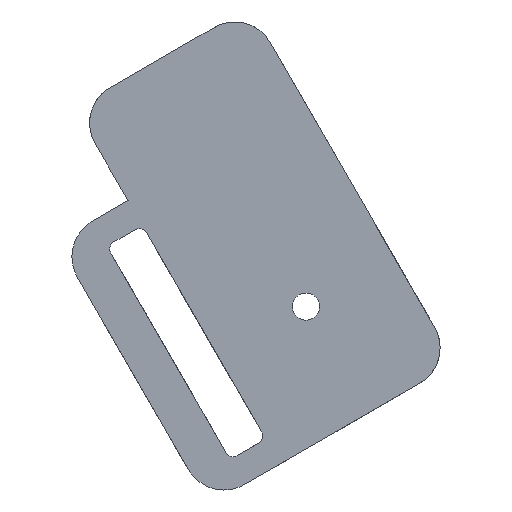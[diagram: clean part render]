
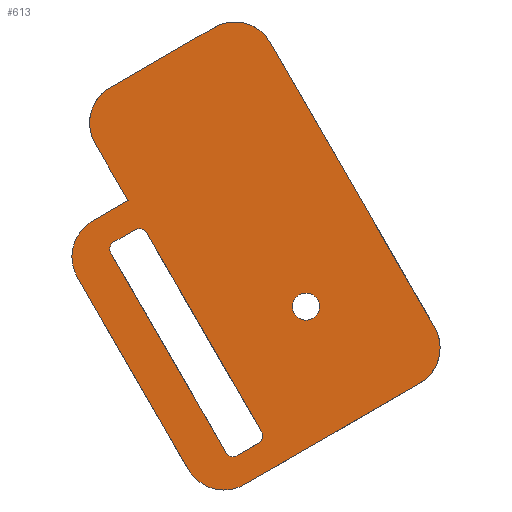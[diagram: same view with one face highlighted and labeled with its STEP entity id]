
A CAD part, left-side view. The second image highlights one B-rep face of the part: STEP entity #613.
In plain terms, the highlighted planar face has unit normal (-1, 0, 0).
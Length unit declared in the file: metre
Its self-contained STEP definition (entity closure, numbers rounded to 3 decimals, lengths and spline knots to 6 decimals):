
#31=CIRCLE('',#660,0.00165);
#33=CIRCLE('',#663,0.005);
#34=CIRCLE('',#664,0.005);
#35=CIRCLE('',#665,0.005);
#36=CIRCLE('',#666,0.005);
#37=CIRCLE('',#667,0.005);
#38=CIRCLE('',#668,0.001);
#39=CIRCLE('',#669,0.001);
#40=CIRCLE('',#670,0.001);
#41=CIRCLE('',#671,0.001);
#81=ORIENTED_EDGE('',*,*,#257,.F.);
#82=ORIENTED_EDGE('',*,*,#258,.F.);
#83=ORIENTED_EDGE('',*,*,#253,.F.);
#84=ORIENTED_EDGE('',*,*,#259,.F.);
#85=ORIENTED_EDGE('',*,*,#241,.T.);
#86=ORIENTED_EDGE('',*,*,#260,.F.);
#87=ORIENTED_EDGE('',*,*,#261,.F.);
#88=ORIENTED_EDGE('',*,*,#262,.T.);
#89=ORIENTED_EDGE('',*,*,#263,.F.);
#90=ORIENTED_EDGE('',*,*,#243,.T.);
#91=ORIENTED_EDGE('',*,*,#264,.F.);
#92=ORIENTED_EDGE('',*,*,#255,.F.);
#93=ORIENTED_EDGE('',*,*,#265,.T.);
#94=ORIENTED_EDGE('',*,*,#266,.F.);
#95=ORIENTED_EDGE('',*,*,#267,.T.);
#96=ORIENTED_EDGE('',*,*,#268,.F.);
#97=ORIENTED_EDGE('',*,*,#269,.F.);
#98=ORIENTED_EDGE('',*,*,#270,.F.);
#99=ORIENTED_EDGE('',*,*,#271,.F.);
#100=ORIENTED_EDGE('',*,*,#272,.F.);
#241=EDGE_CURVE('',#330,#329,#390,.T.);
#243=EDGE_CURVE('',#331,#332,#392,.T.);
#253=EDGE_CURVE('',#341,#342,#401,.T.);
#255=EDGE_CURVE('',#343,#343,#31,.T.);
#257=EDGE_CURVE('',#345,#346,#403,.T.);
#258=EDGE_CURVE('',#342,#345,#33,.T.);
#259=EDGE_CURVE('',#330,#341,#34,.T.);
#260=EDGE_CURVE('',#347,#329,#404,.T.);
#261=EDGE_CURVE('',#348,#347,#35,.T.);
#262=EDGE_CURVE('',#348,#349,#405,.T.);
#263=EDGE_CURVE('',#331,#349,#36,.T.);
#264=EDGE_CURVE('',#346,#332,#37,.T.);
#265=EDGE_CURVE('',#350,#351,#406,.T.);
#266=EDGE_CURVE('',#352,#351,#38,.F.);
#267=EDGE_CURVE('',#352,#353,#407,.T.);
#268=EDGE_CURVE('',#354,#353,#39,.F.);
#269=EDGE_CURVE('',#355,#354,#408,.T.);
#270=EDGE_CURVE('',#356,#355,#40,.F.);
#271=EDGE_CURVE('',#357,#356,#409,.T.);
#272=EDGE_CURVE('',#350,#357,#41,.F.);
#329=VERTEX_POINT('',#914);
#330=VERTEX_POINT('',#916);
#331=VERTEX_POINT('',#920);
#332=VERTEX_POINT('',#921);
#341=VERTEX_POINT('',#940);
#342=VERTEX_POINT('',#942);
#343=VERTEX_POINT('',#946);
#345=VERTEX_POINT('',#951);
#346=VERTEX_POINT('',#952);
#347=VERTEX_POINT('',#956);
#348=VERTEX_POINT('',#958);
#349=VERTEX_POINT('',#960);
#350=VERTEX_POINT('',#964);
#351=VERTEX_POINT('',#965);
#352=VERTEX_POINT('',#967);
#353=VERTEX_POINT('',#969);
#354=VERTEX_POINT('',#971);
#355=VERTEX_POINT('',#973);
#356=VERTEX_POINT('',#975);
#357=VERTEX_POINT('',#977);
#390=LINE('',#915,#443);
#392=LINE('',#919,#445);
#401=LINE('',#941,#454);
#403=LINE('',#950,#456);
#404=LINE('',#955,#457);
#405=LINE('',#959,#458);
#406=LINE('',#963,#459);
#407=LINE('',#968,#460);
#408=LINE('',#972,#461);
#409=LINE('',#976,#462);
#443=VECTOR('',#727,1.);
#445=VECTOR('',#731,1.);
#454=VECTOR('',#744,1.);
#456=VECTOR('',#754,1.);
#457=VECTOR('',#759,1.);
#458=VECTOR('',#762,1.);
#459=VECTOR('',#767,1.);
#460=VECTOR('',#770,1.);
#461=VECTOR('',#773,1.);
#462=VECTOR('',#776,1.);
#499=EDGE_LOOP('',(#81,#82,#83,#84,#85,#86,#87,#88,#89,#90,#91));
#500=EDGE_LOOP('',(#92));
#501=EDGE_LOOP('',(#93,#94,#95,#96,#97,#98,#99,#100));
#548=FACE_BOUND('',#499,.T.);
#549=FACE_BOUND('',#500,.T.);
#550=FACE_BOUND('',#501,.T.);
#595=PLANE('',#662);
#613=ADVANCED_FACE('',(#548,#549,#550),#595,.T.);
#660=AXIS2_PLACEMENT_3D('',#945,#748,#749);
#662=AXIS2_PLACEMENT_3D('',#949,#752,#753);
#663=AXIS2_PLACEMENT_3D('',#953,#755,#756);
#664=AXIS2_PLACEMENT_3D('',#954,#757,#758);
#665=AXIS2_PLACEMENT_3D('',#957,#760,#761);
#666=AXIS2_PLACEMENT_3D('',#961,#763,#764);
#667=AXIS2_PLACEMENT_3D('',#962,#765,#766);
#668=AXIS2_PLACEMENT_3D('',#966,#768,#769);
#669=AXIS2_PLACEMENT_3D('',#970,#771,#772);
#670=AXIS2_PLACEMENT_3D('',#974,#774,#775);
#671=AXIS2_PLACEMENT_3D('',#978,#777,#778);
#727=DIRECTION('',(0.,-0.5,-0.866));
#731=DIRECTION('',(0.,-0.866,0.5));
#744=DIRECTION('',(0.,-0.866,0.5));
#748=DIRECTION('',(-1.,0.,0.));
#749=DIRECTION('',(0.,0.5,0.866));
#752=DIRECTION('',(-1.,0.,0.));
#753=DIRECTION('',(0.,-0.5,0.866));
#754=DIRECTION('',(0.,-0.5,-0.866));
#755=DIRECTION('',(1.,0.,0.));
#756=DIRECTION('',(0.,-0.5,0.866));
#757=DIRECTION('',(1.,0.,0.));
#758=DIRECTION('',(0.,-0.5,0.866));
#759=DIRECTION('',(0.,-0.866,0.5));
#760=DIRECTION('',(1.,0.,0.));
#761=DIRECTION('',(0.,-0.5,0.866));
#762=DIRECTION('',(0.,-0.5,-0.866));
#763=DIRECTION('',(1.,0.,0.));
#764=DIRECTION('',(0.,-0.5,0.866));
#765=DIRECTION('',(1.,0.,0.));
#766=DIRECTION('',(0.,-0.5,0.866));
#767=DIRECTION('',(0.,-0.866,0.5));
#768=DIRECTION('',(1.,0.,0.));
#769=DIRECTION('',(0.,-0.5,0.866));
#770=DIRECTION('',(0.,-0.5,-0.866));
#771=DIRECTION('',(1.,0.,0.));
#772=DIRECTION('',(0.,-0.5,0.866));
#773=DIRECTION('',(0.,-0.866,0.5));
#774=DIRECTION('',(1.,0.,0.));
#775=DIRECTION('',(0.,-0.5,0.866));
#776=DIRECTION('',(0.,-0.5,-0.866));
#777=DIRECTION('',(1.,0.,0.));
#778=DIRECTION('',(0.,-0.5,0.866));
#914=CARTESIAN_POINT('',(-0.274707,-0.129508,0.057686));
#915=CARTESIAN_POINT('',(-0.274707,-0.135508,0.047293));
#916=CARTESIAN_POINT('',(-0.274707,-0.125508,0.064614));
#919=CARTESIAN_POINT('',(-0.274707,-0.15026,0.026943));
#920=CARTESIAN_POINT('',(-0.274707,-0.143678,0.023143));
#921=CARTESIAN_POINT('',(-0.274707,-0.164982,0.035443));
#940=CARTESIAN_POINT('',(-0.274707,-0.127338,0.071444));
#941=CARTESIAN_POINT('',(-0.274707,-0.13366,0.075094));
#942=CARTESIAN_POINT('',(-0.274707,-0.139982,0.078744));
#945=CARTESIAN_POINT('',(-0.274707,-0.15116,0.044783));
#946=CARTESIAN_POINT('',(-0.274707,-0.150335,0.046212));
#949=CARTESIAN_POINT('',(-0.274707,-0.08366,0.160397));
#950=CARTESIAN_POINT('',(-0.274707,-0.156812,0.059593));
#951=CARTESIAN_POINT('',(-0.274707,-0.146812,0.076914));
#952=CARTESIAN_POINT('',(-0.274707,-0.166812,0.042273));
#953=CARTESIAN_POINT('',(-0.274707,-0.142482,0.074414));
#954=CARTESIAN_POINT('',(-0.274707,-0.129838,0.067114));
#955=CARTESIAN_POINT('',(-0.274707,-0.125178,0.055186));
#956=CARTESIAN_POINT('',(-0.274707,-0.125178,0.055186));
#957=CARTESIAN_POINT('',(-0.274707,-0.127678,0.050856));
#958=CARTESIAN_POINT('',(-0.274707,-0.123348,0.048356));
#959=CARTESIAN_POINT('',(-0.274707,-0.126848,0.042293));
#960=CARTESIAN_POINT('',(-0.274707,-0.136848,0.024973));
#961=CARTESIAN_POINT('',(-0.274707,-0.141178,0.027473));
#962=CARTESIAN_POINT('',(-0.274707,-0.162482,0.039773));
#963=CARTESIAN_POINT('',(-0.274707,-0.126928,0.052155));
#964=CARTESIAN_POINT('',(-0.274707,-0.127794,0.052655));
#965=CARTESIAN_POINT('',(-0.274707,-0.130392,0.054155));
#966=CARTESIAN_POINT('',(-0.274707,-0.130892,0.053289));
#967=CARTESIAN_POINT('',(-0.274707,-0.131758,0.053789));
#968=CARTESIAN_POINT('',(-0.274707,-0.135508,0.047293));
#969=CARTESIAN_POINT('',(-0.274707,-0.145758,0.02954));
#970=CARTESIAN_POINT('',(-0.274707,-0.144892,0.02904));
#971=CARTESIAN_POINT('',(-0.274707,-0.145392,0.028174));
#972=CARTESIAN_POINT('',(-0.274707,-0.141928,0.026174));
#973=CARTESIAN_POINT('',(-0.274707,-0.142794,0.026674));
#974=CARTESIAN_POINT('',(-0.274707,-0.142294,0.02754));
#975=CARTESIAN_POINT('',(-0.274707,-0.141428,0.02704));
#976=CARTESIAN_POINT('',(-0.274707,-0.131178,0.044793));
#977=CARTESIAN_POINT('',(-0.274707,-0.127428,0.051289));
#978=CARTESIAN_POINT('',(-0.274707,-0.128294,0.051789));
